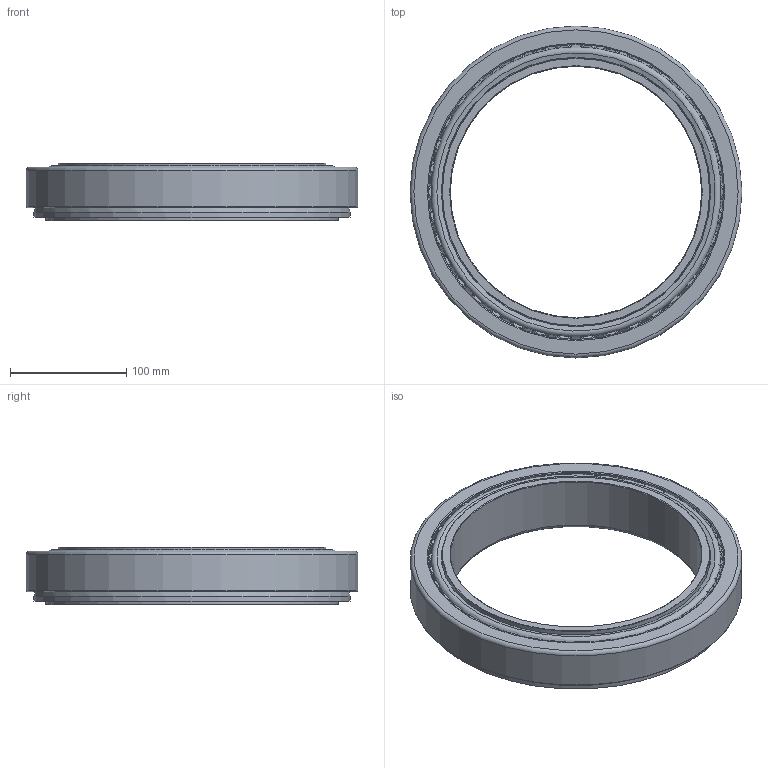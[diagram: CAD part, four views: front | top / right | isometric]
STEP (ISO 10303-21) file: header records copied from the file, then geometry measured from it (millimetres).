
FILE_DESCRIPTION(/* description */ (''),/* implementation_level */ '2;1');
FILE_NAME(/* name */ 'B-150223_214',/* time_stamp */ '2009-06-17T09:23:40+02:00',/* author */ (''),/* organization */ (''),/* preprocessor_version */ 'ST-DEVELOPER v9',/* originating_system */ 'UGS - NX 3.0',/* authorisation */ '');
FILE_SCHEMA (('AUTOMOTIVE_DESIGN { 1 0 10303 214 1 1 1 1 }'));
Length unit declared in the file: inch
Products named in the file (6): USM-44191_A; USM-44190_A; USM-44192_A; USM-44189_A; USM-44188_A; B-150223_A
Assembly tree (42 placements, depth 3):
  B-150223_A
    USM-44188_A
      USM-44192_A  x38
      USM-44190_A
      USM-44191_A
    USM-44189_A
Bounding box: 285.75 x 285.75 x 49.21 mm (x, y, z)
Volume: 991938.8 mm3; surface area: 307048.5 mm2
Topology: 41 solids, 41 shells, 525 faces, 1473 edges, 953 vertices
Faces by surface type: plane 233, cylinder 159, torus 85, cone 48
Full cylindrical faces by diameter (mm): 216.408 x1, 230.632 x1, 231.902 x1, 252.349 x1, 265.49 x1, 272.288 x1, 285.75 x1
Entity records: 17410 total; most frequent: CARTESIAN_POINT 7845, ORIENTED_EDGE 2278, DIRECTION 1592, EDGE_CURVE 1139, VERTEX_POINT 758, AXIS2_PLACEMENT_3D 644, B_SPLINE_CURVE_WITH_KNOTS 574, EDGE_LOOP 373
